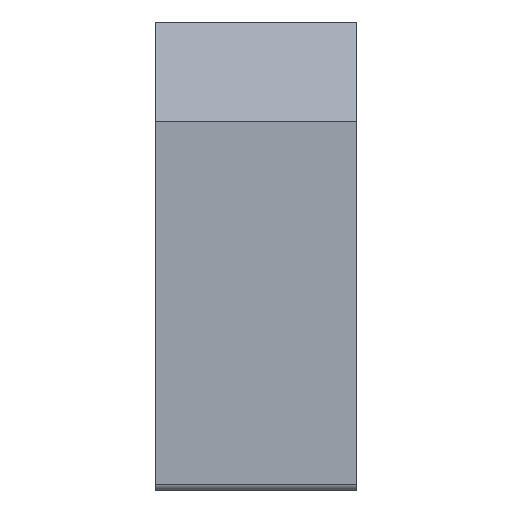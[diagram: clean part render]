
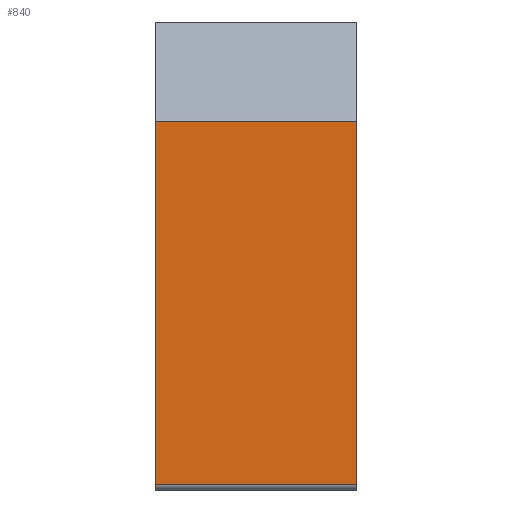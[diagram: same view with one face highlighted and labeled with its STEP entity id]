
A CAD part, left-side view. The second image highlights one B-rep face of the part: STEP entity #840.
In plain terms, the highlighted planar face has unit normal (-1, 0, 0).
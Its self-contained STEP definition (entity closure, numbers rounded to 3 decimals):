
#76=FACE_OUTER_BOUND('',#125,.T.);
#125=EDGE_LOOP('',(#586,#587,#588,#589));
#179=LINE('',#1275,#276);
#180=LINE('',#1278,#277);
#183=LINE('',#1284,#280);
#184=LINE('',#1285,#281);
#276=VECTOR('',#1029,10.);
#277=VECTOR('',#1032,10.);
#280=VECTOR('',#1037,10.);
#281=VECTOR('',#1038,10.);
#371=VERTEX_POINT('',#1268);
#374=VERTEX_POINT('',#1273);
#375=VERTEX_POINT('',#1277);
#377=VERTEX_POINT('',#1283);
#455=EDGE_CURVE('',#374,#371,#179,.T.);
#456=EDGE_CURVE('',#371,#375,#180,.T.);
#459=EDGE_CURVE('',#374,#377,#183,.T.);
#460=EDGE_CURVE('',#377,#375,#184,.T.);
#586=ORIENTED_EDGE('',*,*,#455,.F.);
#587=ORIENTED_EDGE('',*,*,#459,.T.);
#588=ORIENTED_EDGE('',*,*,#460,.T.);
#589=ORIENTED_EDGE('',*,*,#456,.F.);
#799=PLANE('',#933);
#840=ADVANCED_FACE('',(#76),#799,.T.);
#933=AXIS2_PLACEMENT_3D('',#1282,#1035,#1036);
#1029=DIRECTION('',(0.,1.,0.));
#1032=DIRECTION('',(0.,0.,1.));
#1035=DIRECTION('center_axis',(-1.,0.,0.));
#1036=DIRECTION('ref_axis',(0.,0.,1.));
#1037=DIRECTION('',(0.,0.,1.));
#1038=DIRECTION('',(0.,1.,0.));
#1268=CARTESIAN_POINT('',(0.,72.,2.));
#1273=CARTESIAN_POINT('',(0.,0.,2.));
#1275=CARTESIAN_POINT('',(0.,0.,2.));
#1277=CARTESIAN_POINT('',(0.,72.,131.716));
#1278=CARTESIAN_POINT('',(0.,72.,0.));
#1282=CARTESIAN_POINT('Origin',(0.,0.,0.));
#1283=CARTESIAN_POINT('',(0.,0.,131.716));
#1284=CARTESIAN_POINT('',(0.,0.,0.));
#1285=CARTESIAN_POINT('',(0.,1.75,131.716));
